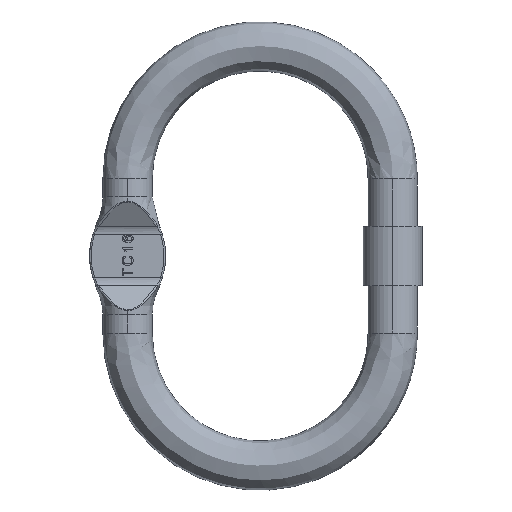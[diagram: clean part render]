
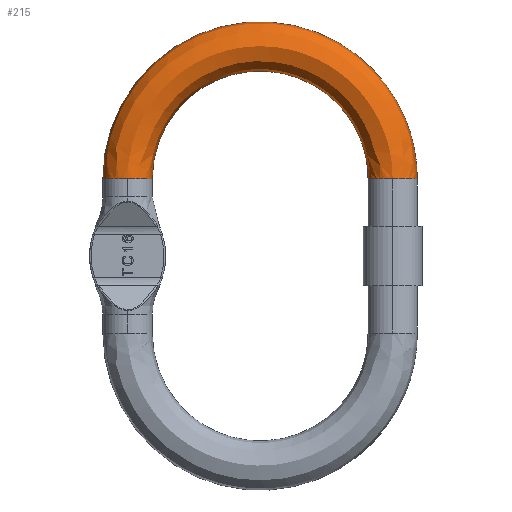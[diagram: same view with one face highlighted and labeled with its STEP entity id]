
A CAD part, top view. The second image highlights one B-rep face of the part: STEP entity #215.
In plain terms, the highlighted free-form (B-spline) face has degree [3, 3] with [7, 4] control points.
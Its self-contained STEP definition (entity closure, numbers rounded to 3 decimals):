
#215=ADVANCED_FACE('NONE',(#604),#605,.T.);
#604=FACE_OUTER_BOUND('',#1327,.T.);
#605=(B_SPLINE_SURFACE(3,3,((#1329,#1330,#1331,#1332),(#1333,#1334,#1335,#1336),(#1337,#1338,#1339,#1340),(#1341,#1342,#1343,#1344),(#1345,#1346,#1347,#1348),(#1349,#1350,#1351,#1352),(#1353,#1354,#1355,#1356)),.UNSPECIFIED.,.T.,.F.,.F.)B_SPLINE_SURFACE_WITH_KNOTS((4,3,4),(4,4),(0.0,0.5,1.0),(0.0,1.0),.UNSPECIFIED.)RATIONAL_B_SPLINE_SURFACE(((1.0,0.333,0.333,1.0),(0.333,0.111,0.111,0.333),(0.333,0.111,0.111,0.333),(1.0,0.333,0.333,1.0),(0.333,0.111,0.111,0.333),(0.333,0.111,0.111,0.333),(1.0,0.333,0.333,1.0)))BOUNDED_SURFACE()REPRESENTATION_ITEM('')GEOMETRIC_REPRESENTATION_ITEM()SURFACE());
#1327=EDGE_LOOP('',(#5026,#5027,#5028,#5029,#5030,#5031));
#1329=CARTESIAN_POINT('',(51.0,25.0,0.0));
#1330=CARTESIAN_POINT('',(51.0,127.,0.0));
#1331=CARTESIAN_POINT('',(-51.,127.0,0.0));
#1332=CARTESIAN_POINT('',(-51.0,25.,0.0));
#1333=CARTESIAN_POINT('',(51.0,25.0,-16.0));
#1334=CARTESIAN_POINT('',(51.0,127.,-16.0));
#1335=CARTESIAN_POINT('',(-51.,127.0,-16.0));
#1336=CARTESIAN_POINT('',(-51.0,25.,-16.0));
#1337=CARTESIAN_POINT('',(35.0,25.0,-16.0));
#1338=CARTESIAN_POINT('',(35.0,95.,-16.0));
#1339=CARTESIAN_POINT('',(-35.,95.,-16.0));
#1340=CARTESIAN_POINT('',(-35.0,25.,-16.0));
#1341=CARTESIAN_POINT('',(35.0,25.0,0.));
#1342=CARTESIAN_POINT('',(35.0,95.,0.));
#1343=CARTESIAN_POINT('',(-35.,95.,0.));
#1344=CARTESIAN_POINT('',(-35.0,25.,0.));
#1345=CARTESIAN_POINT('',(35.0,25.0,16.0));
#1346=CARTESIAN_POINT('',(35.0,95.,16.0));
#1347=CARTESIAN_POINT('',(-35.,95.,16.0));
#1348=CARTESIAN_POINT('',(-35.0,25.,16.0));
#1349=CARTESIAN_POINT('',(51.0,25.0,16.0));
#1350=CARTESIAN_POINT('',(51.0,127.,16.0));
#1351=CARTESIAN_POINT('',(-51.,127.0,16.0));
#1352=CARTESIAN_POINT('',(-51.0,25.,16.0));
#1353=CARTESIAN_POINT('',(51.0,25.0,0.0));
#1354=CARTESIAN_POINT('',(51.0,127.,0.0));
#1355=CARTESIAN_POINT('',(-51.,127.0,0.0));
#1356=CARTESIAN_POINT('',(-51.0,25.,0.0));
#5026=ORIENTED_EDGE('',*,*,#6415,.F.);
#5027=ORIENTED_EDGE('',*,*,#6416,.F.);
#5028=ORIENTED_EDGE('',*,*,#6417,.F.);
#5029=ORIENTED_EDGE('',*,*,#6418,.T.);
#5030=ORIENTED_EDGE('',*,*,#6419,.F.);
#5031=ORIENTED_EDGE('',*,*,#6420,.F.);
#6415=EDGE_CURVE('',#7086,#7087,#7088,.T.);
#6416=EDGE_CURVE('NONE',#7089,#7086,#7090,.T.);
#6417=EDGE_CURVE('NONE',#7091,#7089,#7092,.T.);
#6418=EDGE_CURVE('',#7091,#7093,#7094,.T.);
#6419=EDGE_CURVE('NONE',#7095,#7093,#7096,.T.);
#6420=EDGE_CURVE('NONE',#7087,#7095,#7097,.T.);
#7086=VERTEX_POINT('',#8251);
#7087=VERTEX_POINT('',#8252);
#7088=(B_SPLINE_CURVE(3,(#8254,#8255,#8256,#8257),.UNSPECIFIED.,.F.,.F.)B_SPLINE_CURVE_WITH_KNOTS((4,4),(-1.0,-0.0),.UNSPECIFIED.)RATIONAL_B_SPLINE_CURVE((1.0,0.333,0.333,1.0))BOUNDED_CURVE()REPRESENTATION_ITEM('')GEOMETRIC_REPRESENTATION_ITEM()CURVE());
#7089=VERTEX_POINT('NONE',#8264);
#7090=CIRCLE('',#8265,8.0);
#7091=VERTEX_POINT('',#8266);
#7092=CIRCLE('',#8267,8.0);
#7093=VERTEX_POINT('',#8268);
#7094=(B_SPLINE_CURVE(3,(#8270,#8271,#8272,#8273),.UNSPECIFIED.,.F.,.F.)B_SPLINE_CURVE_WITH_KNOTS((4,4),(-1.0,-0.0),.UNSPECIFIED.)RATIONAL_B_SPLINE_CURVE((1.0,0.333,0.333,1.0))BOUNDED_CURVE()REPRESENTATION_ITEM('')GEOMETRIC_REPRESENTATION_ITEM()CURVE());
#7095=VERTEX_POINT('',#8280);
#7096=CIRCLE('',#8281,8.0);
#7097=CIRCLE('',#8282,8.0);
#8251=CARTESIAN_POINT('',(-51.0,25.,0.0));
#8252=CARTESIAN_POINT('',(51.0,25.0,0.0));
#8254=CARTESIAN_POINT('',(-51.0,25.,0.0));
#8255=CARTESIAN_POINT('',(-51.,127.0,0.0));
#8256=CARTESIAN_POINT('',(51.0,127.,0.0));
#8257=CARTESIAN_POINT('',(51.0,25.0,0.0));
#8264=CARTESIAN_POINT('',(-43.0,25.,8.0));
#8265=AXIS2_PLACEMENT_3D('',#11740,#11741,#11742);
#8266=CARTESIAN_POINT('',(-35.0,25.,0.));
#8267=AXIS2_PLACEMENT_3D('',#11743,#11744,#11745);
#8268=CARTESIAN_POINT('',(35.0,25.0,0.));
#8270=CARTESIAN_POINT('',(-35.0,25.,0.));
#8271=CARTESIAN_POINT('',(-35.,95.,0.));
#8272=CARTESIAN_POINT('',(35.0,95.,0.));
#8273=CARTESIAN_POINT('',(35.0,25.0,0.));
#8280=CARTESIAN_POINT('',(43.0,25.0,8.0));
#8281=AXIS2_PLACEMENT_3D('',#11746,#11747,#11748);
#8282=AXIS2_PLACEMENT_3D('',#11749,#11750,#11751);
#11740=CARTESIAN_POINT('',(-43.0,25.,0.0));
#11741=DIRECTION('',(0.0,-1.0,0.0));
#11742=DIRECTION('',(0.0,0.0,1.0));
#11743=CARTESIAN_POINT('',(-43.0,25.,0.0));
#11744=DIRECTION('',(0.0,-1.0,0.0));
#11745=DIRECTION('',(0.0,0.0,1.0));
#11746=CARTESIAN_POINT('',(43.0,25.0,0.0));
#11747=DIRECTION('',(0.0,-1.0,0.0));
#11748=DIRECTION('',(0.0,0.0,-1.0));
#11749=CARTESIAN_POINT('',(43.0,25.0,0.0));
#11750=DIRECTION('',(0.0,-1.0,0.0));
#11751=DIRECTION('',(0.0,0.0,-1.0));
